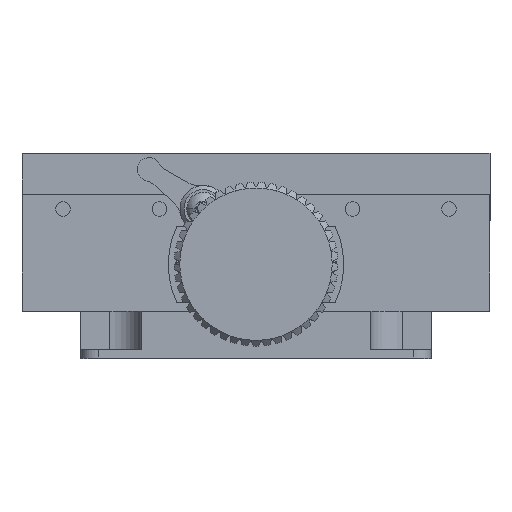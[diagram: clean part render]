
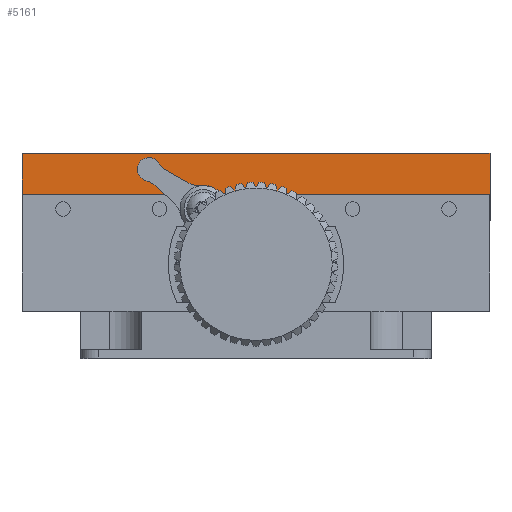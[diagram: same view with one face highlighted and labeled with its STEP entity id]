
A CAD part, top view. The second image highlights one B-rep face of the part: STEP entity #5161.
In plain terms, the highlighted planar face has unit normal (0, 0, 1).
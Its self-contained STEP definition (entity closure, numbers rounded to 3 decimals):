
#696 = CARTESIAN_POINT ( 'NONE',  ( -40., 27., 17. ) ) ;
#2325 = LINE ( 'NONE', #696, #11737 ) ;
#3222 = VECTOR ( 'NONE', #17926, 1000. ) ;
#5161 = ADVANCED_FACE ( 'NONE', ( #44231 ), #7541, .F. ) ;
#6837 = LINE ( 'NONE', #45679, #3222 ) ;
#7541 = PLANE ( 'NONE',  #22400 ) ;
#11147 = CARTESIAN_POINT ( 'NONE',  ( 40., 27., 17. ) ) ;
#11727 = ORIENTED_EDGE ( 'NONE', *, *, #57152, .F. ) ;
#11737 = VECTOR ( 'NONE', #32285, 1000. ) ;
#16851 = DIRECTION ( 'NONE',  ( 0., 1., 0. ) ) ;
#17285 = EDGE_CURVE ( 'NONE', #37924, #36417, #2325, .T. ) ;
#17926 = DIRECTION ( 'NONE',  ( -1., 0., 0. ) ) ;
#21527 = CARTESIAN_POINT ( 'NONE',  ( 40., 27., 17. ) ) ;
#22400 = AXIS2_PLACEMENT_3D ( 'NONE', #21527, #53927, #16851 ) ;
#24526 = DIRECTION ( 'NONE',  ( 0., -1., 0. ) ) ;
#25102 = ORIENTED_EDGE ( 'NONE', *, *, #55350, .F. ) ;
#25604 = DIRECTION ( 'NONE',  ( -1., 0., 0. ) ) ;
#28343 = VECTOR ( 'NONE', #25604, 1000. ) ;
#30423 = VERTEX_POINT ( 'NONE', #50866 ) ;
#31695 = CARTESIAN_POINT ( 'NONE',  ( -40., 20., 17. ) ) ;
#32285 = DIRECTION ( 'NONE',  ( 0., -1., 0. ) ) ;
#33825 = ORIENTED_EDGE ( 'NONE', *, *, #17285, .T. ) ;
#36417 = VERTEX_POINT ( 'NONE', #31695 ) ;
#37924 = VERTEX_POINT ( 'NONE', #44651 ) ;
#39316 = LINE ( 'NONE', #54164, #28343 ) ;
#40194 = VERTEX_POINT ( 'NONE', #40879 ) ;
#40879 = CARTESIAN_POINT ( 'NONE',  ( 40., 20., 17. ) ) ;
#43168 = VECTOR ( 'NONE', #24526, 1000. ) ;
#44231 = FACE_OUTER_BOUND ( 'NONE', #48988, .T. ) ;
#44651 = CARTESIAN_POINT ( 'NONE',  ( -40., 27., 17. ) ) ;
#45679 = CARTESIAN_POINT ( 'NONE',  ( 40., 27., 17. ) ) ;
#47342 = ORIENTED_EDGE ( 'NONE', *, *, #57864, .T. ) ;
#48988 = EDGE_LOOP ( 'NONE', ( #33825, #25102, #11727, #47342 ) ) ;
#50866 = CARTESIAN_POINT ( 'NONE',  ( 40., 27., 17. ) ) ;
#53927 = DIRECTION ( 'NONE',  ( 0., 0., -1. ) ) ;
#54164 = CARTESIAN_POINT ( 'NONE',  ( 40., 20., 17. ) ) ;
#55350 = EDGE_CURVE ( 'NONE', #40194, #36417, #39316, .T. ) ;
#55462 = LINE ( 'NONE', #11147, #43168 ) ;
#57152 = EDGE_CURVE ( 'NONE', #30423, #40194, #55462, .T. ) ;
#57864 = EDGE_CURVE ( 'NONE', #30423, #37924, #6837, .T. ) ;
